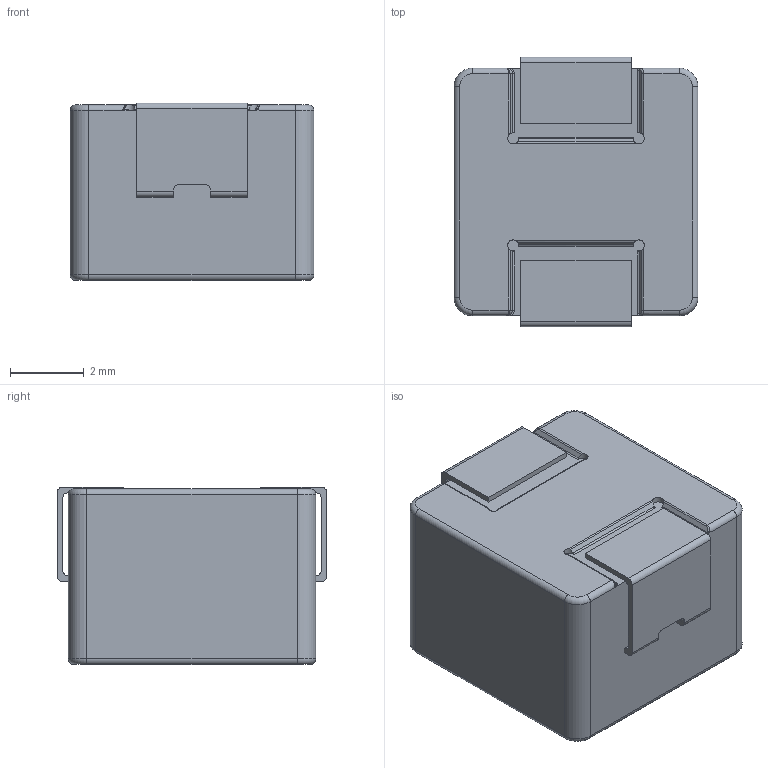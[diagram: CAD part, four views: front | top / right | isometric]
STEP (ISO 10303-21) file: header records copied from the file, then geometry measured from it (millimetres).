
FILE_DESCRIPTION(/* description */ (''),/* implementation_level */ '2;1');
FILE_NAME(/* name */ 'TMPA0605S - 导片式.stp',/* time_stamp */ '2020-02-20T15:28:27+08:00',/* author */ (''),/* organization */ (''),/* preprocessor_version */ 'ST-DEVELOPER v16.7',/* originating_system */ 'SIEMENS PLM Software NX 12.0',/* authorisation */ '');
FILE_SCHEMA (('AUTOMOTIVE_DESIGN { 1 0 10303 214 3 1 1 1 }'));
Length unit declared in the file: millimetre
Products named in the file (1): TMPA0605S - 导片式
Bounding box: 6.6 x 7.3 x 4.81 mm (x, y, z)
Volume: 223.5 mm3; surface area: 491.7 mm2
Topology: 21 solids, 21 shells, 456 faces, 1032 edges, 618 vertices
Faces by surface type: torus 186, plane 135, cylinder 78, extrusion 45, bspline 12
Full cylindrical faces by diameter (mm): 0.23 x6
Entity records: 12815 total; most frequent: CARTESIAN_POINT 3471, DIRECTION 1817, ORIENTED_EDGE 1692, EDGE_CURVE 846, AXIS2_PLACEMENT_3D 742, EDGE_LOOP 646, VERTEX_POINT 618, ADVANCED_FACE 456
